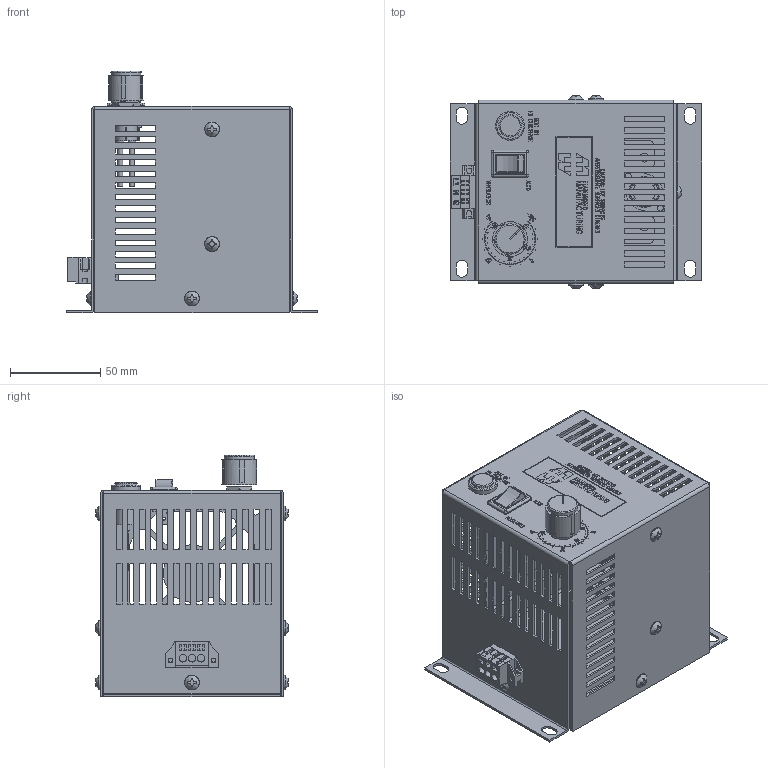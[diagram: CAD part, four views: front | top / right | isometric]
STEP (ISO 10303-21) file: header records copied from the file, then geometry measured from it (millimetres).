
FILE_DESCRIPTION (( 'STEP AP214' ), '1' );
FILE_NAME ('FLHTF200A115.STEP', '2020-11-05T14:48:45', ( '' ), ( '' ), 'SwSTEP 2.0', 'SolidWorks 2019', '' );
FILE_SCHEMA (( 'AUTOMOTIVE_DESIGN' ));
Length unit declared in the file: inch
Products named in the file (1): FLHTF200A115
Bounding box: 139.06 x 107.14 x 133.86 mm (x, y, z)
Volume: 143783.5 mm3; surface area: 176793 mm2
Topology: 17 solids, 17 shells, 4140 faces, 11558 edges, 7666 vertices
Faces by surface type: plane 3640, cylinder 274, bspline 176, cone 50
Full cylindrical faces by diameter (mm): 1.676 x2, 1.778 x3, 2.159 x2, 2.667 x2, 3.048 x2, 3.302 x2, 3.48 x8, 4.191 x3, 4.318 x2, 4.623 x8, 4.801 x2, 5.156 x4, 9.728 x1, 12.446 x2, 12.7 x1, 14.605 x1, 15.748 x1, 15.875 x1, 16.51 x2, 16.764 x1, 19.304 x1
Entity records: 135791 total; most frequent: CARTESIAN_POINT 30418, ORIENTED_EDGE 22886, DIRECTION 19391, EDGE_CURVE 11443, LINE 10225, VECTOR 10225, VERTEX_POINT 7637, EDGE_LOOP 4724
